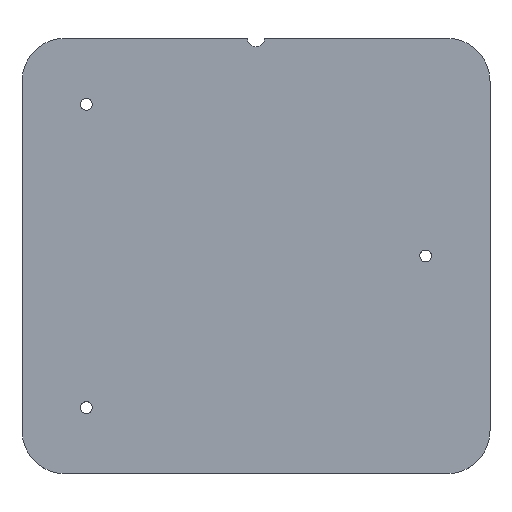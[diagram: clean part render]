
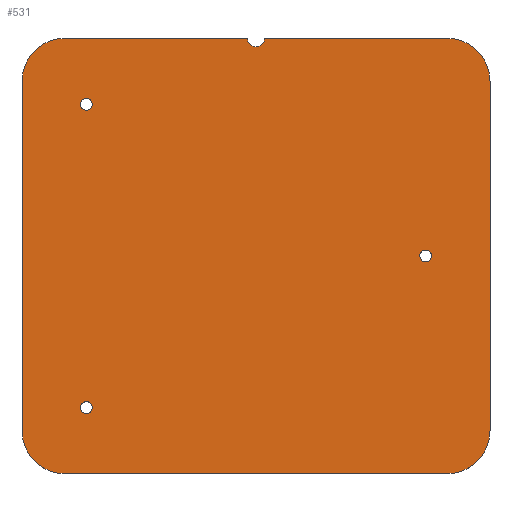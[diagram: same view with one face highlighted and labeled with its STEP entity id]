
A CAD part, top view. The second image highlights one B-rep face of the part: STEP entity #531.
In plain terms, the highlighted planar face has unit normal (0, 0, 1).
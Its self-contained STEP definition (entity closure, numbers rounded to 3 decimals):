
#92 = VERTEX_POINT('',#93);
#93 = CARTESIAN_POINT('',(0.,4.,1.));
#99 = EDGE_CURVE('',#92,#100,#102,.T.);
#100 = VERTEX_POINT('',#101);
#101 = CARTESIAN_POINT('',(4.,0.,1.));
#102 = CIRCLE('',#103,4.);
#103 = AXIS2_PLACEMENT_3D('',#104,#105,#106);
#104 = CARTESIAN_POINT('',(4.,4.,1.));
#105 = DIRECTION('',(0.,0.,1.));
#106 = DIRECTION('',(-1.,0.,0.));
#132 = EDGE_CURVE('',#100,#133,#135,.T.);
#133 = VERTEX_POINT('',#134);
#134 = CARTESIAN_POINT('',(39.3,0.,
    1.));
#135 = LINE('',#136,#137);
#136 = CARTESIAN_POINT('',(4.,0.,1.));
#137 = VECTOR('',#138,1.);
#138 = DIRECTION('',(1.,0.,0.));
#163 = EDGE_CURVE('',#133,#164,#166,.T.);
#164 = VERTEX_POINT('',#165);
#165 = CARTESIAN_POINT('',(43.3,4.,1.));
#166 = CIRCLE('',#167,4.);
#167 = AXIS2_PLACEMENT_3D('',#168,#169,#170);
#168 = CARTESIAN_POINT('',(39.3,4.,1.));
#169 = DIRECTION('',(0.,0.,1.));
#170 = DIRECTION('',(0.,-1.,0.));
#196 = EDGE_CURVE('',#164,#197,#199,.T.);
#197 = VERTEX_POINT('',#198);
#198 = CARTESIAN_POINT('',(43.3,36.3,1.));
#199 = LINE('',#200,#201);
#200 = CARTESIAN_POINT('',(43.3,4.,1.));
#201 = VECTOR('',#202,1.);
#202 = DIRECTION('',(0.,1.,0.));
#227 = EDGE_CURVE('',#197,#228,#230,.T.);
#228 = VERTEX_POINT('',#229);
#229 = CARTESIAN_POINT('',(39.3,40.3,1.));
#230 = CIRCLE('',#231,4.);
#231 = AXIS2_PLACEMENT_3D('',#232,#233,#234);
#232 = CARTESIAN_POINT('',(39.3,36.3,1.));
#233 = DIRECTION('',(0.,0.,1.));
#234 = DIRECTION('',(1.,0.,0.));
#260 = EDGE_CURVE('',#228,#261,#263,.T.);
#261 = VERTEX_POINT('',#262);
#262 = CARTESIAN_POINT('',(22.45,40.3,1.));
#263 = LINE('',#264,#265);
#264 = CARTESIAN_POINT('',(39.3,40.3,1.));
#265 = VECTOR('',#266,1.);
#266 = DIRECTION('',(-1.,0.,0.));
#291 = EDGE_CURVE('',#261,#292,#294,.T.);
#292 = VERTEX_POINT('',#293);
#293 = CARTESIAN_POINT('',(20.85,40.3,1.));
#294 = CIRCLE('',#295,0.8);
#295 = AXIS2_PLACEMENT_3D('',#296,#297,#298);
#296 = CARTESIAN_POINT('',(21.65,40.3,1.));
#297 = DIRECTION('',(0.,0.,-1.));
#298 = DIRECTION('',(1.,0.,0.));
#324 = EDGE_CURVE('',#292,#325,#327,.T.);
#325 = VERTEX_POINT('',#326);
#326 = CARTESIAN_POINT('',(4.,40.3,1.));
#327 = LINE('',#328,#329);
#328 = CARTESIAN_POINT('',(20.85,40.3,1.));
#329 = VECTOR('',#330,1.);
#330 = DIRECTION('',(-1.,0.,0.));
#355 = EDGE_CURVE('',#325,#356,#358,.T.);
#356 = VERTEX_POINT('',#357);
#357 = CARTESIAN_POINT('',(0.,36.3,
    1.));
#358 = CIRCLE('',#359,4.);
#359 = AXIS2_PLACEMENT_3D('',#360,#361,#362);
#360 = CARTESIAN_POINT('',(4.,36.3,1.));
#361 = DIRECTION('',(0.,0.,1.));
#362 = DIRECTION('',(0.,1.,0.));
#388 = EDGE_CURVE('',#356,#92,#389,.T.);
#389 = LINE('',#390,#391);
#390 = CARTESIAN_POINT('',(0.,36.3,
    1.));
#391 = VECTOR('',#392,1.);
#392 = DIRECTION('',(0.,-1.,0.));
#412 = VERTEX_POINT('',#413);
#413 = CARTESIAN_POINT('',(6.5,34.175,1.));
#419 = EDGE_CURVE('',#412,#412,#420,.T.);
#420 = CIRCLE('',#421,0.55);
#421 = AXIS2_PLACEMENT_3D('',#422,#423,#424);
#422 = CARTESIAN_POINT('',(5.95,34.175,1.));
#423 = DIRECTION('',(0.,0.,1.));
#424 = DIRECTION('',(1.,0.,0.));
#445 = VERTEX_POINT('',#446);
#446 = CARTESIAN_POINT('',(6.5,6.125,1.));
#452 = EDGE_CURVE('',#445,#445,#453,.T.);
#453 = CIRCLE('',#454,0.55);
#454 = AXIS2_PLACEMENT_3D('',#455,#456,#457);
#455 = CARTESIAN_POINT('',(5.95,6.125,1.));
#456 = DIRECTION('',(0.,0.,1.));
#457 = DIRECTION('',(1.,0.,0.));
#478 = VERTEX_POINT('',#479);
#479 = CARTESIAN_POINT('',(37.9,20.153,1.));
#485 = EDGE_CURVE('',#478,#478,#486,.T.);
#486 = CIRCLE('',#487,0.55);
#487 = AXIS2_PLACEMENT_3D('',#488,#489,#490);
#488 = CARTESIAN_POINT('',(37.35,20.153,1.));
#489 = DIRECTION('',(0.,0.,1.));
#490 = DIRECTION('',(1.,0.,0.));
#531 = ADVANCED_FACE('',(#532,#544,#547,#550),#553,.F.);
#532 = FACE_BOUND('',#533,.T.);
#533 = EDGE_LOOP('',(#534,#535,#536,#537,#538,#539,#540,#541,#542,#543)
  );
#534 = ORIENTED_EDGE('',*,*,#99,.T.);
#535 = ORIENTED_EDGE('',*,*,#132,.T.);
#536 = ORIENTED_EDGE('',*,*,#163,.T.);
#537 = ORIENTED_EDGE('',*,*,#196,.T.);
#538 = ORIENTED_EDGE('',*,*,#227,.T.);
#539 = ORIENTED_EDGE('',*,*,#260,.T.);
#540 = ORIENTED_EDGE('',*,*,#291,.T.);
#541 = ORIENTED_EDGE('',*,*,#324,.T.);
#542 = ORIENTED_EDGE('',*,*,#355,.T.);
#543 = ORIENTED_EDGE('',*,*,#388,.T.);
#544 = FACE_BOUND('',#545,.F.);
#545 = EDGE_LOOP('',(#546));
#546 = ORIENTED_EDGE('',*,*,#419,.T.);
#547 = FACE_BOUND('',#548,.F.);
#548 = EDGE_LOOP('',(#549));
#549 = ORIENTED_EDGE('',*,*,#452,.T.);
#550 = FACE_BOUND('',#551,.F.);
#551 = EDGE_LOOP('',(#552));
#552 = ORIENTED_EDGE('',*,*,#485,.T.);
#553 = PLANE('',#554);
#554 = AXIS2_PLACEMENT_3D('',#555,#556,#557);
#555 = CARTESIAN_POINT('',(0.,4.,1.));
#556 = DIRECTION('',(0.,0.,-1.));
#557 = DIRECTION('',(-1.,0.,0.));
